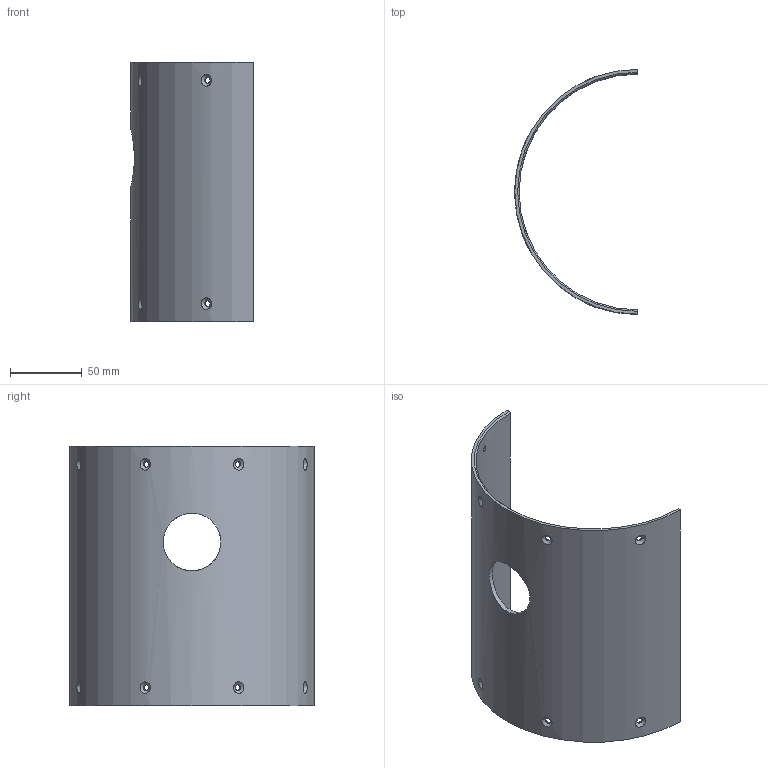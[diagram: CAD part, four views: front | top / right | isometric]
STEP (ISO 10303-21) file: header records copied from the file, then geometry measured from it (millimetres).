
FILE_DESCRIPTION(/* description */ (''),/* implementation_level */ '2;1');
FILE_NAME(/* name */ 'TWR.2A.4.04.00.002_Intersection_B.stp',/* time_stamp */ '2023-04-17T11:42:41+02:00',/* author */ (''),/* organization */ (''),/* preprocessor_version */ 'ST-DEVELOPER v18.101',/* originating_system */ 'SIEMENS PLM Software NX 2011',/* authorisation */ '');
FILE_SCHEMA (('AUTOMOTIVE_DESIGN { 1 0 10303 214 3 1 1 1 }'));
Length unit declared in the file: millimetre
Products named in the file (1): TWR.2A.4.04.00.002_Intersection_B_1
Bounding box: 85 x 170 x 180 mm (x, y, z)
Volume: 137026.3 mm3; surface area: 94661.1 mm2
Topology: 1 solids, 1 shells, 25 faces, 69 edges, 46 vertices
Faces by surface type: cylinder 11, cone 10, plane 4
Full cylindrical faces by diameter (mm): 4 x8, 40 x1
Entity records: 1638 total; most frequent: CARTESIAN_POINT 1082, DIRECTION 92, ORIENTED_EDGE 88, EDGE_LOOP 60, FACE_BOUND 54, EDGE_CURVE 44, AXIS2_PLACEMENT_3D 40, VERTEX_POINT 38
